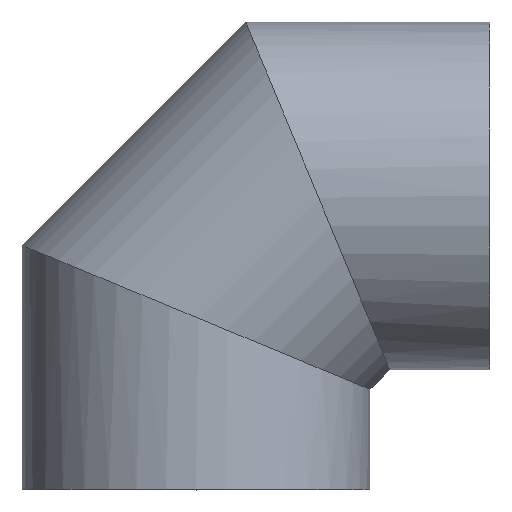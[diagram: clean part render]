
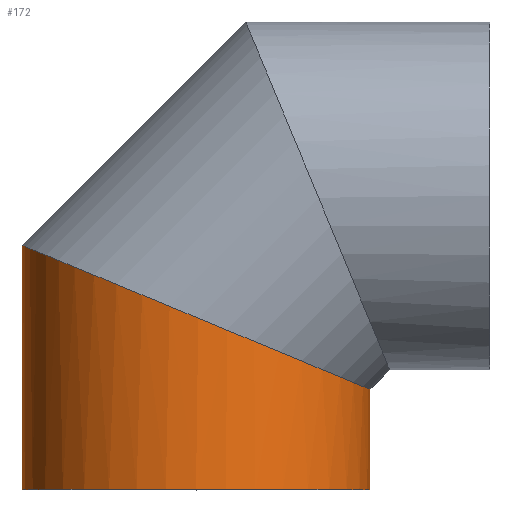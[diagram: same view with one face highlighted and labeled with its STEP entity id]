
A CAD part, top view. The second image highlights one B-rep face of the part: STEP entity #172.
In plain terms, the highlighted cylindrical face has radius 116 mm (diameter 232 mm), a partial arc.
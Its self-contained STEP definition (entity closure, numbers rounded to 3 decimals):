
#15 = DIRECTION ( 'NONE',  ( 0., 1., 0. ) ) ;
#18 = CYLINDRICAL_SURFACE ( 'NONE', #46, 116. ) ;
#20 = CARTESIAN_POINT ( 'NONE',  ( 116., 66.765, 0. ) ) ;
#21 = VERTEX_POINT ( 'NONE', #24 ) ;
#24 = CARTESIAN_POINT ( 'NONE',  ( -116., 0., 0. ) ) ;
#32 =( BOUNDED_CURVE ( )  B_SPLINE_CURVE ( 3, ( #379, #240, #354, #271 ),
 .UNSPECIFIED., .F., .T. ) 
 B_SPLINE_CURVE_WITH_KNOTS ( ( 4, 4 ),
 ( 3.142, 6.283 ),
 .UNSPECIFIED. ) 
 CURVE ( )  GEOMETRIC_REPRESENTATION_ITEM ( )  RATIONAL_B_SPLINE_CURVE ( ( 1., 0.333, 0.333, 1. ) ) 
 REPRESENTATION_ITEM ( '' )  );
#46 = AXIS2_PLACEMENT_3D ( 'NONE', #298, #231, #79 ) ;
#79 = DIRECTION ( 'NONE',  ( -1., 0., 0. ) ) ;
#96 = DIRECTION ( 'NONE',  ( 0., 1., 0. ) ) ;
#115 = VERTEX_POINT ( 'NONE', #223 ) ;
#118 = VERTEX_POINT ( 'NONE', #321 ) ;
#128 = EDGE_CURVE ( 'NONE', #118, #283, #129, .T. ) ;
#129 = LINE ( 'NONE', #351, #222 ) ;
#143 = ORIENTED_EDGE ( 'NONE', *, *, #344, .F. ) ;
#148 = CARTESIAN_POINT ( 'NONE',  ( 0., 0., 0. ) ) ;
#150 = EDGE_CURVE ( 'NONE', #21, #118, #359, .T. ) ;
#171 = FACE_OUTER_BOUND ( 'NONE', #328, .T. ) ;
#172 = ADVANCED_FACE ( 'NONE', ( #171 ), #18, .T. ) ;
#187 = EDGE_CURVE ( 'NONE', #283, #115, #32, .T. ) ;
#195 = DIRECTION ( 'NONE',  ( 0., 0., 1. ) ) ;
#222 = VECTOR ( 'NONE', #96, 1000. ) ;
#223 = CARTESIAN_POINT ( 'NONE',  ( -116., 162.863, 0. ) ) ;
#231 = DIRECTION ( 'NONE',  ( 0., 1., 0. ) ) ;
#240 = CARTESIAN_POINT ( 'NONE',  ( 116., 66.765, 232. ) ) ;
#245 = ORIENTED_EDGE ( 'NONE', *, *, #187, .T. ) ;
#267 = DIRECTION ( 'NONE',  ( 0., 1., 0. ) ) ;
#271 = CARTESIAN_POINT ( 'NONE',  ( -116., 162.863, 0. ) ) ;
#274 = ORIENTED_EDGE ( 'NONE', *, *, #150, .T. ) ;
#279 = ORIENTED_EDGE ( 'NONE', *, *, #128, .T. ) ;
#283 = VERTEX_POINT ( 'NONE', #20 ) ;
#294 = CARTESIAN_POINT ( 'NONE',  ( -116., 0., 0. ) ) ;
#298 = CARTESIAN_POINT ( 'NONE',  ( 0., 0., 0. ) ) ;
#309 = VECTOR ( 'NONE', #267, 1000. ) ;
#321 = CARTESIAN_POINT ( 'NONE',  ( 116., 0., 0. ) ) ;
#328 = EDGE_LOOP ( 'NONE', ( #274, #279, #245, #143 ) ) ;
#344 = EDGE_CURVE ( 'NONE', #21, #115, #382, .T. ) ;
#346 = AXIS2_PLACEMENT_3D ( 'NONE', #148, #15, #195 ) ;
#351 = CARTESIAN_POINT ( 'NONE',  ( 116., 0., 0. ) ) ;
#354 = CARTESIAN_POINT ( 'NONE',  ( -116., 162.863, 232. ) ) ;
#359 = CIRCLE ( 'NONE', #346, 116. ) ;
#379 = CARTESIAN_POINT ( 'NONE',  ( 116., 66.765, 0. ) ) ;
#382 = LINE ( 'NONE', #294, #309 ) ;
